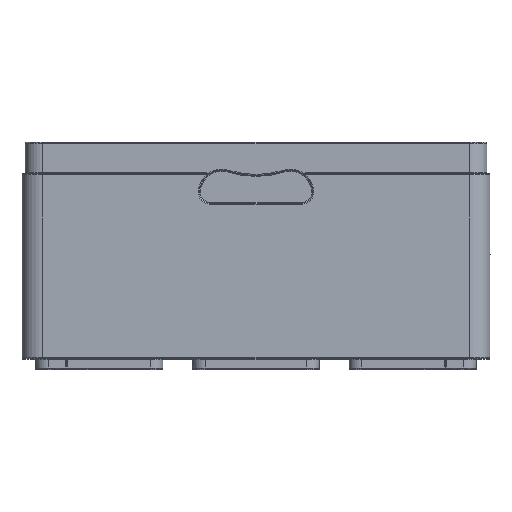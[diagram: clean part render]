
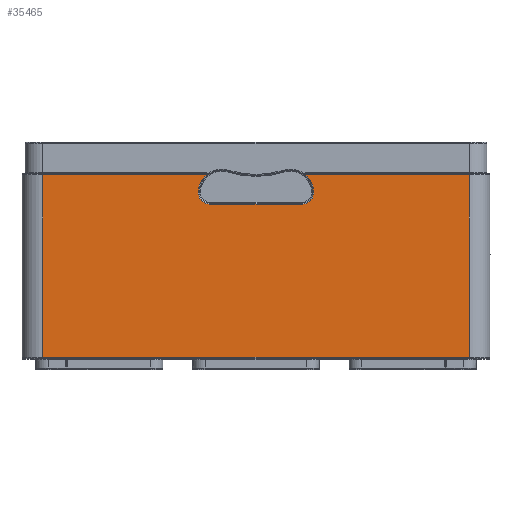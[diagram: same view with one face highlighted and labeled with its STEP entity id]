
A CAD part, top view. The second image highlights one B-rep face of the part: STEP entity #35465.
In plain terms, the highlighted planar face has unit normal (0, 0, 1).
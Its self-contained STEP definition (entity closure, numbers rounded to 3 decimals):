
#86=DIRECTION('',(1.,0.,0.));
#87=VECTOR('',#86,20.452);
#88=CARTESIAN_POINT('',(-10.226,0.05,11.975));
#89=LINE('',#88,#87);
#3658=DIRECTION('',(0.,1.,0.));
#3659=VECTOR('',#3658,8.76);
#3660=CARTESIAN_POINT('',(10.226,0.05,11.975));
#3661=LINE('',#3660,#3659);
#3666=CARTESIAN_POINT('',(-2.402,8.81,11.975));
#3667=CARTESIAN_POINT('',(-2.401,8.81,11.975));
#3668=CARTESIAN_POINT('',(-2.399,8.81,11.975));
#3669=CARTESIAN_POINT('',(-2.396,8.808,11.975));
#3670=CARTESIAN_POINT('',(-2.393,8.805,11.975));
#3671=CARTESIAN_POINT('',(-2.392,8.802,11.975));
#3672=CARTESIAN_POINT('',(-2.392,8.798,11.975));
#3673=CARTESIAN_POINT('',(-2.393,8.795,11.975));
#3674=CARTESIAN_POINT('',(-2.395,8.793,11.975));
#3675=CARTESIAN_POINT('',(-2.396,8.793,11.975));
#3677=CARTESIAN_POINT('',(-1.637,7.955,11.975));
#3678=DIRECTION('',(0.,0.,1.));
#3679=DIRECTION('',(-0.671,0.741,0.));
#3680=AXIS2_PLACEMENT_3D('',#3677,#3678,#3679);
#3682=CARTESIAN_POINT('',(-2.217,7.955,11.975));
#3683=DIRECTION('',(0.,0.,1.));
#3684=DIRECTION('',(-1.,0.,0.));
#3685=AXIS2_PLACEMENT_3D('',#3682,#3683,#3684);
#3687=CARTESIAN_POINT('',(2.217,7.955,11.975));
#3688=DIRECTION('',(0.,0.,1.));
#3689=DIRECTION('',(0.,-1.,0.));
#3690=AXIS2_PLACEMENT_3D('',#3687,#3688,#3689);
#3692=CARTESIAN_POINT('',(1.637,7.955,11.975));
#3693=DIRECTION('',(0.,0.,1.));
#3694=DIRECTION('',(1.,0.,0.));
#3695=AXIS2_PLACEMENT_3D('',#3692,#3693,#3694);
#3697=CARTESIAN_POINT('',(2.395,8.793,11.975));
#3698=CARTESIAN_POINT('',(2.395,8.794,11.975));
#3699=CARTESIAN_POINT('',(2.393,8.795,11.975));
#3700=CARTESIAN_POINT('',(2.392,8.799,11.975));
#3701=CARTESIAN_POINT('',(2.392,8.802,11.975));
#3702=CARTESIAN_POINT('',(2.394,8.806,11.975));
#3703=CARTESIAN_POINT('',(2.396,8.808,11.975));
#3704=CARTESIAN_POINT('',(2.399,8.81,11.975));
#3705=CARTESIAN_POINT('',(2.401,8.81,11.975));
#3706=CARTESIAN_POINT('',(2.402,8.81,11.975));
#3712=DIRECTION('',(0.,-1.,0.));
#3713=VECTOR('',#3712,8.76);
#3714=CARTESIAN_POINT('',(-10.226,8.81,11.975));
#3715=LINE('',#3714,#3713);
#3897=DIRECTION('',(-1.,0.,0.));
#3898=VECTOR('',#3897,7.824);
#3899=CARTESIAN_POINT('',(10.226,8.81,11.975));
#3900=LINE('',#3899,#3898);
#3938=DIRECTION('',(-1.,0.,0.));
#3939=VECTOR('',#3938,4.434);
#3940=CARTESIAN_POINT('',(2.217,7.405,11.975));
#3941=LINE('',#3940,#3939);
#3994=DIRECTION('',(-1.,0.,0.));
#3995=VECTOR('',#3994,7.824);
#3996=CARTESIAN_POINT('',(-2.402,8.81,11.975));
#3997=LINE('',#3996,#3995);
#26623=CARTESIAN_POINT('',(10.226,0.05,11.975));
#26624=VERTEX_POINT('',#26623);
#26625=CARTESIAN_POINT('',(-10.226,0.05,11.975));
#26626=VERTEX_POINT('',#26625);
#29339=CARTESIAN_POINT('',(10.226,8.81,11.975));
#29340=VERTEX_POINT('',#29339);
#29341=CARTESIAN_POINT('',(-10.226,8.81,11.975));
#29342=VERTEX_POINT('',#29341);
#29343=CARTESIAN_POINT('',(-2.402,8.81,11.975));
#29344=VERTEX_POINT('',#29343);
#29345=VERTEX_POINT('',#3675);
#29346=CARTESIAN_POINT('',(-2.767,7.955,
11.975));
#29347=VERTEX_POINT('',#29346);
#29348=CARTESIAN_POINT('',(-2.217,7.405,
11.975));
#29349=VERTEX_POINT('',#29348);
#29350=CARTESIAN_POINT('',(2.217,7.405,11.975));
#29351=VERTEX_POINT('',#29350);
#29352=CARTESIAN_POINT('',(2.767,7.955,11.975));
#29353=VERTEX_POINT('',#29352);
#29354=CARTESIAN_POINT('',(2.395,8.793,11.975));
#29355=VERTEX_POINT('',#29354);
#29356=VERTEX_POINT('',#3706);
#35436=CARTESIAN_POINT('',(-11.226,0.,11.975));
#35437=DIRECTION('',(0.,0.,1.));
#35438=DIRECTION('',(1.,0.,0.));
#35439=AXIS2_PLACEMENT_3D('',#35436,#35437,#35438);
#35440=PLANE('',#35439);
#35441=ORIENTED_EDGE('',*,*,#33370,.F.);
#35443=ORIENTED_EDGE('',*,*,#35442,.F.);
#35445=ORIENTED_EDGE('',*,*,#35444,.F.);
#35447=ORIENTED_EDGE('',*,*,#35446,.T.);
#35449=ORIENTED_EDGE('',*,*,#35448,.T.);
#35451=ORIENTED_EDGE('',*,*,#35450,.T.);
#35453=ORIENTED_EDGE('',*,*,#35452,.F.);
#35455=ORIENTED_EDGE('',*,*,#35454,.T.);
#35457=ORIENTED_EDGE('',*,*,#35456,.T.);
#35459=ORIENTED_EDGE('',*,*,#35458,.T.);
#35461=ORIENTED_EDGE('',*,*,#35460,.F.);
#35462=ORIENTED_EDGE('',*,*,#35428,.F.);
#35463=EDGE_LOOP('',(#35441,#35443,#35445,#35447,#35449,#35451,#35453,#35455,
#35457,#35459,#35461,#35462));
#35464=FACE_OUTER_BOUND('',#35463,.F.);
#35465=ADVANCED_FACE('',(#35464),#35440,.T.);
#3676=B_SPLINE_CURVE_WITH_KNOTS('',3,(#3666,#3667,#3668,#3669,#3670,#3671,#3672,
#3673,#3674,#3675),.UNSPECIFIED.,.F.,.F.,(4,1,1,1,1,1,1,4),(0.,
0.143,0.286,0.429,0.571,
0.714,0.857,1.),.UNSPECIFIED.);
#3681=CIRCLE('',#3680,1.13);
#3686=CIRCLE('',#3685,0.55);
#3691=CIRCLE('',#3690,0.55);
#3696=CIRCLE('',#3695,1.13);
#3707=B_SPLINE_CURVE_WITH_KNOTS('',3,(#3697,#3698,#3699,#3700,#3701,#3702,#3703,
#3704,#3705,#3706),.UNSPECIFIED.,.F.,.F.,(4,1,1,1,1,1,1,4),(0.,
0.143,0.286,0.429,0.571,
0.714,0.857,1.),.UNSPECIFIED.);
#33370=EDGE_CURVE('',#26626,#26624,#89,.T.);
#35428=EDGE_CURVE('',#26624,#29340,#3661,.T.);
#35442=EDGE_CURVE('',#29342,#26626,#3715,.T.);
#35444=EDGE_CURVE('',#29344,#29342,#3997,.T.);
#35446=EDGE_CURVE('',#29344,#29345,#3676,.T.);
#35448=EDGE_CURVE('',#29345,#29347,#3681,.T.);
#35450=EDGE_CURVE('',#29347,#29349,#3686,.T.);
#35452=EDGE_CURVE('',#29351,#29349,#3941,.T.);
#35454=EDGE_CURVE('',#29351,#29353,#3691,.T.);
#35456=EDGE_CURVE('',#29353,#29355,#3696,.T.);
#35458=EDGE_CURVE('',#29355,#29356,#3707,.T.);
#35460=EDGE_CURVE('',#29340,#29356,#3900,.T.);
